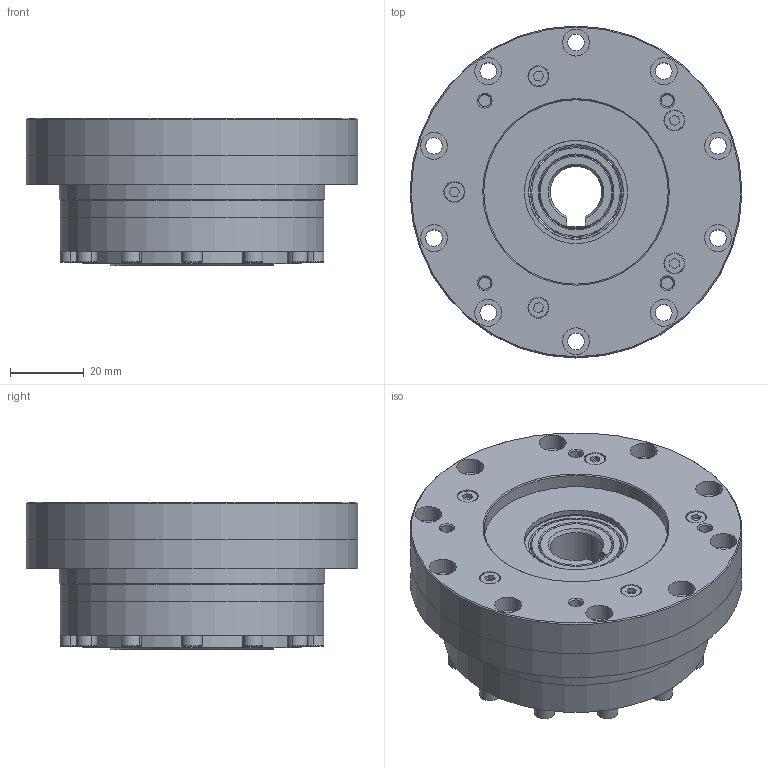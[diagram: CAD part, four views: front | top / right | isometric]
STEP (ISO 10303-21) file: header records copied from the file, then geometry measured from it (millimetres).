
FILE_DESCRIPTION(/* description */ (''),/* implementation_level */ '2;1');
FILE_NAME(/* name */ '22222.stp',/* time_stamp */ '2024-03-08T09:59:55+08:00',/* author */ (''),/* organization */ (''),/* preprocessor_version */ 'ST-DEVELOPER v16.7',/* originating_system */ 'SIEMENS PLM Software NX 12.0',/* authorisation */ '');
FILE_SCHEMA (('AUTOMOTIVE_DESIGN { 1 0 10303 214 3 1 1 1 }'));
Length unit declared in the file: millimetre
Products named in the file (1): 22222
Bounding box: 90 x 90 x 40 mm (x, y, z)
Volume: 141286.5 mm3; surface area: 74512.2 mm2
Topology: 61 solids, 61 shells, 716 faces, 1592 edges, 1020 vertices
Faces by surface type: plane 259, cylinder 220, cone 133, torus 76, sphere 28
Full cylindrical faces by diameter (mm): 2 x3, 2.5 x17, 3 x12, 3.3 x41, 4 x1, 4.5 x20, 5.7 x5, 6.5 x1, 7.3 x10, 19.6 x2, 20 x4, 22 x2, 24 x5, 28 x6, 28.7 x8, 32 x4, 38 x1, 45 x2, 48 x1, 48.5 x1, 50 x1, 55 x3, 56 x1, 59.5 x1, 62 x4, 71.5 x2, 72 x1, 90 x2
Entity records: 18244 total; most frequent: DIRECTION 3260, CARTESIAN_POINT 2982, ORIENTED_EDGE 2282, AXIS2_PLACEMENT_3D 1409, EDGE_LOOP 1188, EDGE_CURVE 1141, FACE_BOUND 942, VERTEX_POINT 941
